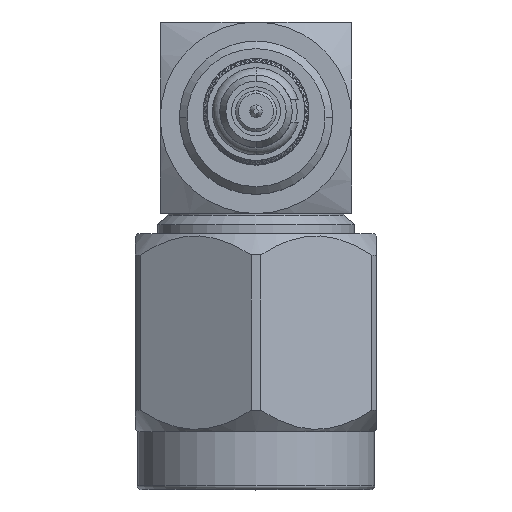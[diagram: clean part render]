
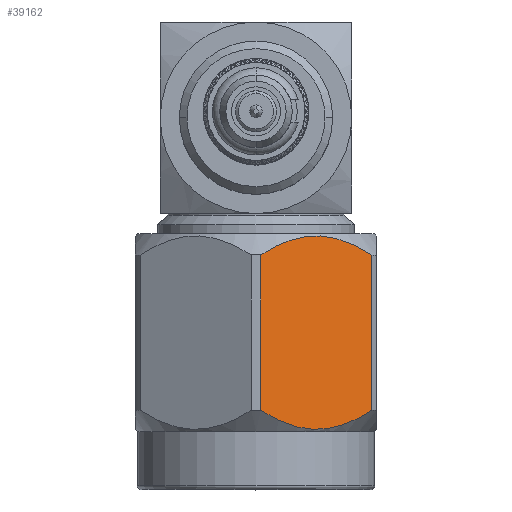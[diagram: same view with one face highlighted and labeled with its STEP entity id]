
A CAD part, top view. The second image highlights one B-rep face of the part: STEP entity #39162.
In plain terms, the highlighted face is planar.
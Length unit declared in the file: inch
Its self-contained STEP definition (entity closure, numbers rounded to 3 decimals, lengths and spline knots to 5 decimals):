
#339 = CARTESIAN_POINT ( 'NONE',  ( 0.12912, -0.07922, 0.09133 ) ) ;
#642 = CARTESIAN_POINT ( 'NONE',  ( 0.11818, -0.08339, 0.11026 ) ) ;
#1907 = VERTEX_POINT ( 'NONE', #6211 ) ;
#4089 = EDGE_CURVE ( 'NONE', #41703, #24825, #5519, .T. ) ;
#4223 = CARTESIAN_POINT ( 'NONE',  ( 0.09452, -0.10349, 0.15125 ) ) ;
#5407 = CARTESIAN_POINT ( 'NONE',  ( 0.15095, -0.32811, 0.0535 ) ) ;
#5519 = LINE ( 'NONE', #38501, #43163 ) ;
#5716 = DIRECTION ( 'NONE',  ( 0., -1., 0. ) ) ;
#6211 = CARTESIAN_POINT ( 'NONE',  ( 0.17824, -0.10349, 0.00624 ) ) ;
#7354 = CARTESIAN_POINT ( 'NONE',  ( 0.14012, -0.07862, 0.07227 ) ) ;
#7525 = CARTESIAN_POINT ( 'NONE',  ( 0.10766, -0.09006, 0.12849 ) ) ;
#7899 = EDGE_CURVE ( 'NONE', #23038, #1907, #40756, .T. ) ;
#8585 = CARTESIAN_POINT ( 'NONE',  ( 0.12162, -0.32802, 0.10431 ) ) ;
#9047 = CARTESIAN_POINT ( 'NONE',  ( 0.17178, -0.31346, 0.01744 ) ) ;
#9515 = B_SPLINE_CURVE_WITH_KNOTS ( 'NONE', 3,
 ( #14961, #18596, #39715, #28716, #29196, #18128, #7354, #32936, #339, #22177, #642, #7525, #32630, #4223 ),
 .UNSPECIFIED., .F., .F.,
 ( 4, 2, 2, 2, 2, 2, 4 ),
 ( 0., 0.00111, 0.00167, 0.00222, 0.00278, 0.00334, 0.00445 ),
 .UNSPECIFIED. ) ;
#11181 = DIRECTION ( 'NONE',  ( 0.866, 0., 0.5 ) ) ;
#12223 = CARTESIAN_POINT ( 'NONE',  ( 0.10097, -0.31344, 0.14007 ) ) ;
#12752 = VECTOR ( 'NONE', #39632, 39.37008 ) ;
#12941 = B_SPLINE_CURVE_WITH_KNOTS ( 'NONE', 3,
 ( #30378, #12223, #15994, #30242, #8585, #19789, #27112, #33829, #34145, #5407, #30544, #15830, #9047, #19634 ),
 .UNSPECIFIED., .F., .F.,
 ( 4, 2, 2, 2, 2, 2, 4 ),
 ( 0., 0.00111, 0.00167, 0.00222, 0.00278, 0.00334, 0.00445 ),
 .UNSPECIFIED. ) ;
#14961 = CARTESIAN_POINT ( 'NONE',  ( 0.17824, -0.10349, 0.00624 ) ) ;
#15830 = CARTESIAN_POINT ( 'NONE',  ( 0.1651, -0.31965, 0.02899 ) ) ;
#15994 = CARTESIAN_POINT ( 'NONE',  ( 0.10762, -0.31961, 0.12856 ) ) ;
#16008 = EDGE_CURVE ( 'NONE', #1907, #41703, #9515, .T. ) ;
#18128 = CARTESIAN_POINT ( 'NONE',  ( 0.14382, -0.07925, 0.06586 ) ) ;
#18596 = CARTESIAN_POINT ( 'NONE',  ( 0.17179, -0.09627, 0.01741 ) ) ;
#19034 = CARTESIAN_POINT ( 'NONE',  ( 0.18184, 0.16208, 0. ) ) ;
#19217 = EDGE_LOOP ( 'NONE', ( #37098, #20825, #29431, #35336 ) ) ;
#19634 = CARTESIAN_POINT ( 'NONE',  ( 0.17824, -0.30622, 0.00624 ) ) ;
#19789 = CARTESIAN_POINT ( 'NONE',  ( 0.12894, -0.33046, 0.09162 ) ) ;
#20825 = ORIENTED_EDGE ( 'NONE', *, *, #16008, .T. ) ;
#21844 = EDGE_CURVE ( 'NONE', #24825, #23038, #12941, .T. ) ;
#22002 = DIRECTION ( 'NONE',  ( 0.5, 0., -0.866 ) ) ;
#22177 = CARTESIAN_POINT ( 'NONE',  ( 0.12181, -0.08161, 0.10398 ) ) ;
#22415 = AXIS2_PLACEMENT_3D ( 'NONE', #19034, #11181, #22002 ) ;
#22647 = CARTESIAN_POINT ( 'NONE',  ( 0.09452, -0.10349, 0.15125 ) ) ;
#23038 = VERTEX_POINT ( 'NONE', #45070 ) ;
#24825 = VERTEX_POINT ( 'NONE', #28112 ) ;
#27112 = CARTESIAN_POINT ( 'NONE',  ( 0.13265, -0.33109, 0.08521 ) ) ;
#28112 = CARTESIAN_POINT ( 'NONE',  ( 0.09452, -0.30622, 0.15125 ) ) ;
#28331 = CARTESIAN_POINT ( 'NONE',  ( 0.17824, 0., 0.00624 ) ) ;
#28716 = CARTESIAN_POINT ( 'NONE',  ( 0.15471, -0.08347, 0.047 ) ) ;
#29005 = FACE_OUTER_BOUND ( 'NONE', #19217, .T. ) ;
#29196 = CARTESIAN_POINT ( 'NONE',  ( 0.15114, -0.08169, 0.05317 ) ) ;
#29431 = ORIENTED_EDGE ( 'NONE', *, *, #4089, .T. ) ;
#30242 = CARTESIAN_POINT ( 'NONE',  ( 0.11806, -0.32625, 0.11048 ) ) ;
#30378 = CARTESIAN_POINT ( 'NONE',  ( 0.09452, -0.30622, 0.15125 ) ) ;
#30544 = CARTESIAN_POINT ( 'NONE',  ( 0.15458, -0.32632, 0.04722 ) ) ;
#32630 = CARTESIAN_POINT ( 'NONE',  ( 0.10099, -0.09625, 0.14004 ) ) ;
#32936 = CARTESIAN_POINT ( 'NONE',  ( 0.13278, -0.07861, 0.08499 ) ) ;
#33829 = CARTESIAN_POINT ( 'NONE',  ( 0.13999, -0.33111, 0.07249 ) ) ;
#34145 = CARTESIAN_POINT ( 'NONE',  ( 0.14365, -0.3305, 0.06615 ) ) ;
#35336 = ORIENTED_EDGE ( 'NONE', *, *, #21844, .T. ) ;
#35920 = PLANE ( 'NONE',  #22415 ) ;
#37098 = ORIENTED_EDGE ( 'NONE', *, *, #7899, .T. ) ;
#38501 = CARTESIAN_POINT ( 'NONE',  ( 0.09452, 0., 0.15125 ) ) ;
#39162 = ADVANCED_FACE ( 'NONE', ( #29005 ), #35920, .T. ) ;
#39632 = DIRECTION ( 'NONE',  ( 0., 1., 0. ) ) ;
#39715 = CARTESIAN_POINT ( 'NONE',  ( 0.16515, -0.09011, 0.02892 ) ) ;
#40756 = LINE ( 'NONE', #28331, #12752 ) ;
#41703 = VERTEX_POINT ( 'NONE', #22647 ) ;
#43163 = VECTOR ( 'NONE', #5716, 39.37008 ) ;
#45070 = CARTESIAN_POINT ( 'NONE',  ( 0.17824, -0.30622, 0.00624 ) ) ;
